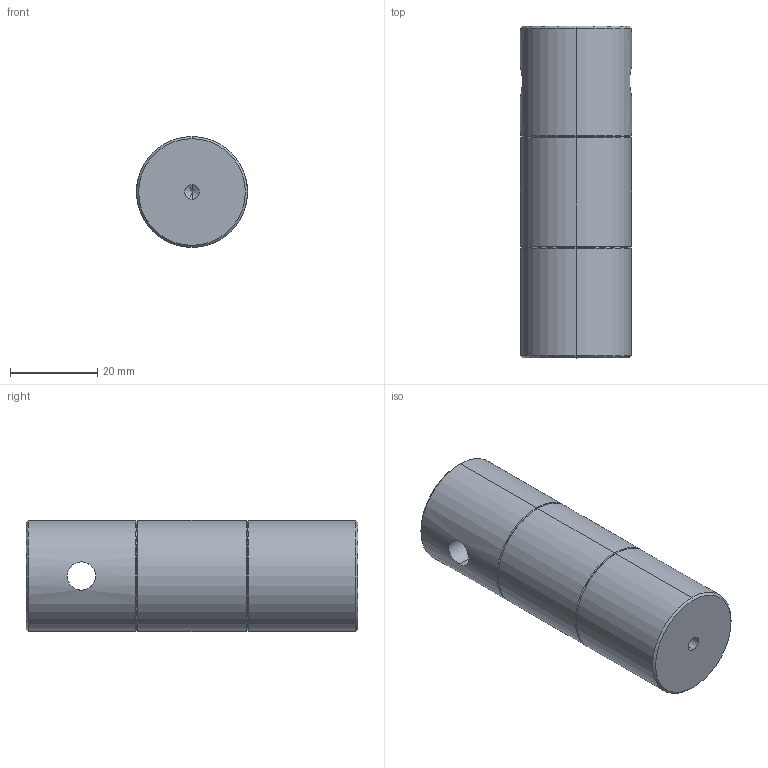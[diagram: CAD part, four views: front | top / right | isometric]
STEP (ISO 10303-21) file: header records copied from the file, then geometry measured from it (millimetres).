
FILE_DESCRIPTION (( 'STEP AP203' ), '1' );
FILE_NAME ('02FEP-3M.STEP', '2016-03-01T07:24:38', ( '' ), ( '' ), 'SwSTEP 2.0', 'SolidWorks 2016', '' );
FILE_SCHEMA (( 'CONFIG_CONTROL_DESIGN' ));
Length unit declared in the file: millimetre
Products named in the file (1): 02FEP-3M
Bounding box: 25.5 x 76.2 x 25.5 mm (x, y, z)
Volume: 37908.1 mm3; surface area: 7717.9 mm2
Topology: 1 solids, 1 shells, 30 faces, 64 edges, 34 vertices
Faces by surface type: cone 16, cylinder 12, plane 2
Entity records: 965 total; most frequent: CARTESIAN_POINT 249, DIRECTION 146, ORIENTED_EDGE 120, EDGE_CURVE 60, AXIS2_PLACEMENT_3D 59, VERTEX_POINT 34, EDGE_LOOP 34, ADVANCED_FACE 30
